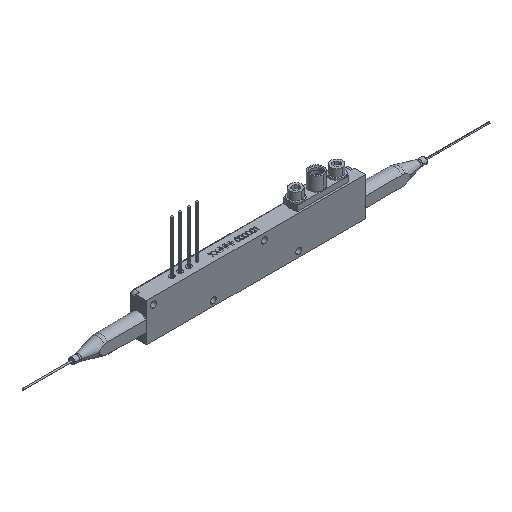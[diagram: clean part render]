
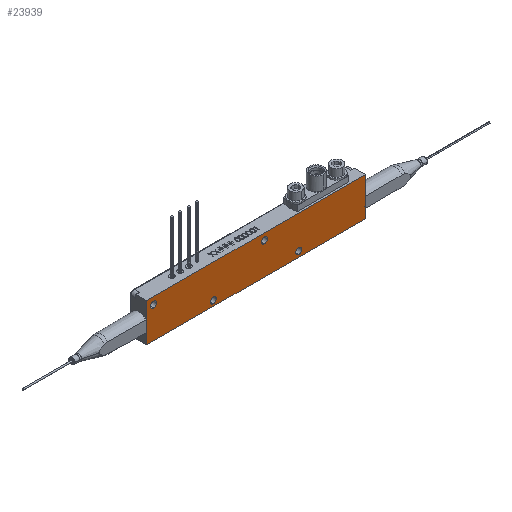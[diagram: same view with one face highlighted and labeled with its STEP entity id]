
A CAD part, isometric view. The second image highlights one B-rep face of the part: STEP entity #23939.
In plain terms, the highlighted planar face has unit normal (0, -1, 0).
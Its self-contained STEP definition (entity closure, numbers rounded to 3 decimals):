
#6 = EDGE_LOOP ( 'NONE', ( #23658, #23659, #23660, #23661 ) ) ;
#26 = EDGE_LOOP ( 'NONE', ( #23654, #23655 ) ) ;
#32 = EDGE_LOOP ( 'NONE', ( #23652, #23653 ) ) ;
#35 = EDGE_LOOP ( 'NONE', ( #23650, #23651 ) ) ;
#52 = VERTEX_POINT ( 'NONE', #3565 ) ;
#55 = VERTEX_POINT ( 'NONE', #17539 ) ;
#79 = VERTEX_POINT ( 'NONE', #17563 ) ;
#133 = VERTEX_POINT ( 'NONE', #17617 ) ;
#146 = VERTEX_POINT ( 'NONE', #17630 ) ;
#150 = VERTEX_POINT ( 'NONE', #17634 ) ;
#162 = VERTEX_POINT ( 'NONE', #17646 ) ;
#177 = VERTEX_POINT ( 'NONE', #17661 ) ;
#198 = VERTEX_POINT ( 'NONE', #17682 ) ;
#239 = VERTEX_POINT ( 'NONE', #17723 ) ;
#240 = VERTEX_POINT ( 'NONE', #17724 ) ;
#250 = VERTEX_POINT ( 'NONE', #17734 ) ;
#3565 = CARTESIAN_POINT ( 'NONE',  ( 32.5, 0., -5.7 ) ) ;
#4150 = FACE_BOUND ( 'NONE', #32, .T. ) ;
#4163 = FACE_OUTER_BOUND ( 'NONE', #6, .T. ) ;
#4164 = FACE_BOUND ( 'NONE', #35, .T. ) ;
#4165 = PLANE ( 'NONE',  #18635 ) ;
#4167 = FACE_BOUND ( 'NONE', #26, .T. ) ;
#4169 = FACE_BOUND ( 'NONE', #19777, .T. ) ;
#4179 = CARTESIAN_POINT ( 'NONE',  ( -32.5, 0., 5.7 ) ) ;
#4180 = DIRECTION ( 'NONE',  ( 0., 1., 0. ) ) ;
#4181 = DIRECTION ( 'NONE',  ( 0., 0., 1. ) ) ;
#5035 = EDGE_CURVE ( 'NONE', #146, #250, #26357, .T. ) ;
#5037 = EDGE_CURVE ( 'NONE', #133, #162, #26349, .T. ) ;
#5039 = EDGE_CURVE ( 'NONE', #240, #177, #26368, .T. ) ;
#5068 = EDGE_CURVE ( 'NONE', #239, #150, #28424, .T. ) ;
#5071 = EDGE_CURVE ( 'NONE', #55, #198, #21527, .T. ) ;
#5072 = EDGE_CURVE ( 'NONE', #52, #239, #28430, .T. ) ;
#5073 = EDGE_CURVE ( 'NONE', #79, #52, #28436, .T. ) ;
#5074 = EDGE_CURVE ( 'NONE', #150, #79, #28444, .T. ) ;
#5120 = EDGE_CURVE ( 'NONE', #198, #55, #21466, .T. ) ;
#5121 = EDGE_CURVE ( 'NONE', #177, #240, #21321, .T. ) ;
#5125 = EDGE_CURVE ( 'NONE', #162, #133, #21407, .T. ) ;
#5129 = EDGE_CURVE ( 'NONE', #250, #146, #21410, .T. ) ;
#17539 = CARTESIAN_POINT ( 'NONE',  ( 12.7, 0., -5.029 ) ) ;
#17563 = CARTESIAN_POINT ( 'NONE',  ( 32.5, 0., 5.7 ) ) ;
#17617 = CARTESIAN_POINT ( 'NONE',  ( 2.5, 0., 2.811 ) ) ;
#17630 = CARTESIAN_POINT ( 'NONE',  ( -30.5, 0., 2.811 ) ) ;
#17634 = CARTESIAN_POINT ( 'NONE',  ( -32.5, 0., 5.7 ) ) ;
#17646 = CARTESIAN_POINT ( 'NONE',  ( 2.5, 0., 4.589 ) ) ;
#17661 = CARTESIAN_POINT ( 'NONE',  ( -12.7, 0., -3.251 ) ) ;
#17682 = CARTESIAN_POINT ( 'NONE',  ( 12.7, 0., -3.251 ) ) ;
#17723 = CARTESIAN_POINT ( 'NONE',  ( -32.5, 0., -5.7 ) ) ;
#17724 = CARTESIAN_POINT ( 'NONE',  ( -12.7, 0., -5.029 ) ) ;
#17734 = CARTESIAN_POINT ( 'NONE',  ( -30.5, 0., 4.589 ) ) ;
#18635 = AXIS2_PLACEMENT_3D ( 'NONE', #4179, #4180, #4181 ) ;
#19777 = EDGE_LOOP ( 'NONE', ( #23656, #23657 ) ) ;
#21306 = AXIS2_PLACEMENT_3D ( 'NONE', #28586, #28587, #28588 ) ;
#21321 = CIRCLE ( 'NONE', #21306, 0.889 ) ;
#21352 = AXIS2_PLACEMENT_3D ( 'NONE', #28582, #28583, #28584 ) ;
#21357 = VECTOR ( 'NONE', #28426, 1000. ) ;
#21368 = VECTOR ( 'NONE', #28446, 1000. ) ;
#21384 = VECTOR ( 'NONE', #28443, 1000. ) ;
#21396 = VECTOR ( 'NONE', #28441, 1000. ) ;
#21404 = AXIS2_PLACEMENT_3D ( 'NONE', #28437, #28438, #28439 ) ;
#21407 = CIRCLE ( 'NONE', #21461, 0.889 ) ;
#21410 = CIRCLE ( 'NONE', #21506, 0.889 ) ;
#21461 = AXIS2_PLACEMENT_3D ( 'NONE', #28598, #28599, #28600 ) ;
#21466 = CIRCLE ( 'NONE', #21352, 0.889 ) ;
#21506 = AXIS2_PLACEMENT_3D ( 'NONE', #28610, #28611, #28612 ) ;
#21527 = CIRCLE ( 'NONE', #21404, 0.889 ) ;
#23650 = ORIENTED_EDGE ( 'NONE', *, *, #5071, .F. ) ;
#23651 = ORIENTED_EDGE ( 'NONE', *, *, #5120, .F. ) ;
#23652 = ORIENTED_EDGE ( 'NONE', *, *, #5039, .F. ) ;
#23653 = ORIENTED_EDGE ( 'NONE', *, *, #5121, .F. ) ;
#23654 = ORIENTED_EDGE ( 'NONE', *, *, #5037, .F. ) ;
#23655 = ORIENTED_EDGE ( 'NONE', *, *, #5125, .F. ) ;
#23656 = ORIENTED_EDGE ( 'NONE', *, *, #5035, .F. ) ;
#23657 = ORIENTED_EDGE ( 'NONE', *, *, #5129, .F. ) ;
#23658 = ORIENTED_EDGE ( 'NONE', *, *, #5068, .F. ) ;
#23659 = ORIENTED_EDGE ( 'NONE', *, *, #5072, .F. ) ;
#23660 = ORIENTED_EDGE ( 'NONE', *, *, #5073, .F. ) ;
#23661 = ORIENTED_EDGE ( 'NONE', *, *, #5074, .F. ) ;
#23939 = ADVANCED_FACE ( 'NONE', ( #4164, #4150, #4167, #4169, #4163 ), #4165, .F. ) ;
#26343 = AXIS2_PLACEMENT_3D ( 'NONE', #28331, #28332, #28333 ) ;
#26349 = CIRCLE ( 'NONE', #26343, 0.889 ) ;
#26351 = AXIS2_PLACEMENT_3D ( 'NONE', #28339, #28340, #28341 ) ;
#26357 = CIRCLE ( 'NONE', #26359, 0.889 ) ;
#26359 = AXIS2_PLACEMENT_3D ( 'NONE', #28325, #28326, #28327 ) ;
#26368 = CIRCLE ( 'NONE', #26351, 0.889 ) ;
#28325 = CARTESIAN_POINT ( 'NONE',  ( -30.5, 0., 3.7 ) ) ;
#28326 = DIRECTION ( 'NONE',  ( 0., -1., 0. ) ) ;
#28327 = DIRECTION ( 'NONE',  ( 0., 0., -1. ) ) ;
#28331 = CARTESIAN_POINT ( 'NONE',  ( 2.5, 0., 3.7 ) ) ;
#28332 = DIRECTION ( 'NONE',  ( 0., -1., 0. ) ) ;
#28333 = DIRECTION ( 'NONE',  ( 0., 0., -1. ) ) ;
#28339 = CARTESIAN_POINT ( 'NONE',  ( -12.7, 0., -4.14 ) ) ;
#28340 = DIRECTION ( 'NONE',  ( 0., -1., 0. ) ) ;
#28341 = DIRECTION ( 'NONE',  ( 0., 0., -1. ) ) ;
#28424 = LINE ( 'NONE', #28425, #21357 ) ;
#28425 = CARTESIAN_POINT ( 'NONE',  ( -32.5, 0., -5.7 ) ) ;
#28426 = DIRECTION ( 'NONE',  ( 0., 0., 1. ) ) ;
#28430 = LINE ( 'NONE', #28431, #21396 ) ;
#28431 = CARTESIAN_POINT ( 'NONE',  ( -32.5, 0., -5.7 ) ) ;
#28436 = LINE ( 'NONE', #28442, #21384 ) ;
#28437 = CARTESIAN_POINT ( 'NONE',  ( 12.7, 0., -4.14 ) ) ;
#28438 = DIRECTION ( 'NONE',  ( 0., -1., 0. ) ) ;
#28439 = DIRECTION ( 'NONE',  ( 0., 0., -1. ) ) ;
#28441 = DIRECTION ( 'NONE',  ( -1., 0., 0. ) ) ;
#28442 = CARTESIAN_POINT ( 'NONE',  ( 32.5, 0., -5.7 ) ) ;
#28443 = DIRECTION ( 'NONE',  ( 0., 0., -1. ) ) ;
#28444 = LINE ( 'NONE', #28445, #21368 ) ;
#28445 = CARTESIAN_POINT ( 'NONE',  ( -32.5, 0., 5.7 ) ) ;
#28446 = DIRECTION ( 'NONE',  ( 1., 0., 0. ) ) ;
#28582 = CARTESIAN_POINT ( 'NONE',  ( 12.7, 0., -4.14 ) ) ;
#28583 = DIRECTION ( 'NONE',  ( 0., -1., 0. ) ) ;
#28584 = DIRECTION ( 'NONE',  ( 0., 0., -1. ) ) ;
#28586 = CARTESIAN_POINT ( 'NONE',  ( -12.7, 0., -4.14 ) ) ;
#28587 = DIRECTION ( 'NONE',  ( 0., -1., 0. ) ) ;
#28588 = DIRECTION ( 'NONE',  ( 0., 0., -1. ) ) ;
#28598 = CARTESIAN_POINT ( 'NONE',  ( 2.5, 0., 3.7 ) ) ;
#28599 = DIRECTION ( 'NONE',  ( 0., -1., 0. ) ) ;
#28600 = DIRECTION ( 'NONE',  ( 0., 0., -1. ) ) ;
#28610 = CARTESIAN_POINT ( 'NONE',  ( -30.5, 0., 3.7 ) ) ;
#28611 = DIRECTION ( 'NONE',  ( 0., -1., 0. ) ) ;
#28612 = DIRECTION ( 'NONE',  ( 0., 0., -1. ) ) ;
